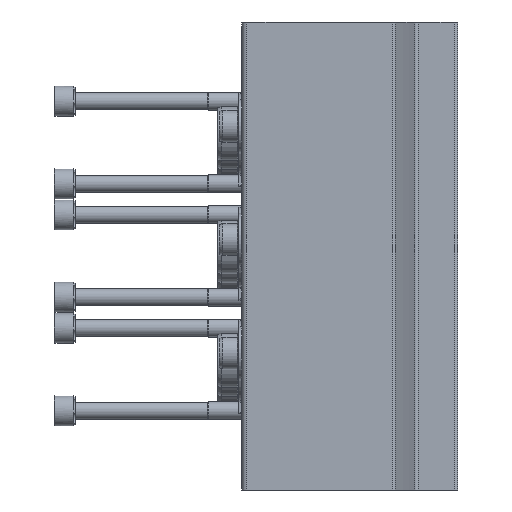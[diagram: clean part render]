
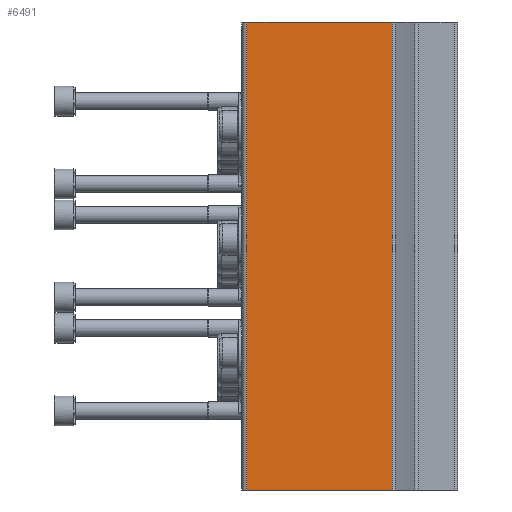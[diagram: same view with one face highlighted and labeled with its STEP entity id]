
A CAD part, left-side view. The second image highlights one B-rep face of the part: STEP entity #6491.
In plain terms, the highlighted planar face has unit normal (-1, 0, 0).
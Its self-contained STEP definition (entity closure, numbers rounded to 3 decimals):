
#209=PLANE('',#6992);
#853=ORIENTED_EDGE('',*,*,#2605,.F.);
#854=ORIENTED_EDGE('',*,*,#2604,.F.);
#855=ORIENTED_EDGE('',*,*,#2606,.T.);
#856=ORIENTED_EDGE('',*,*,#2607,.T.);
#2604=EDGE_CURVE('',#3480,#3478,#4105,.T.);
#2605=EDGE_CURVE('',#3478,#3481,#4106,.T.);
#2606=EDGE_CURVE('',#3480,#3482,#4107,.T.);
#2607=EDGE_CURVE('',#3482,#3481,#4108,.T.);
#3478=VERTEX_POINT('',#10096);
#3480=VERTEX_POINT('',#10100);
#3481=VERTEX_POINT('',#10104);
#3482=VERTEX_POINT('',#10106);
#4105=LINE('',#10101,#4595);
#4106=LINE('',#10103,#4596);
#4107=LINE('',#10105,#4597);
#4108=LINE('',#10107,#4598);
#4595=VECTOR('',#7806,1000.);
#4596=VECTOR('',#7809,1000.);
#4597=VECTOR('',#7810,1000.);
#4598=VECTOR('',#7811,1000.);
#5098=EDGE_LOOP('',(#853,#854,#855,#856));
#5740=FACE_BOUND('',#5098,.T.);
#6491=ADVANCED_FACE('',(#5740),#209,.T.);
#6992=AXIS2_PLACEMENT_3D('',#10102,#7807,#7808);
#7806=DIRECTION('',(0.,0.,1.));
#7807=DIRECTION('',(-1.,0.,0.));
#7808=DIRECTION('',(0.,0.,1.));
#7809=DIRECTION('',(0.,-1.,0.));
#7810=DIRECTION('',(0.,-1.,0.));
#7811=DIRECTION('',(0.,0.,1.));
#10096=CARTESIAN_POINT('',(-72.,59.5,0.));
#10100=CARTESIAN_POINT('',(-72.,59.5,-132.));
#10101=CARTESIAN_POINT('',(-72.,59.5,-132.));
#10102=CARTESIAN_POINT('',(-72.,59.5,-132.));
#10103=CARTESIAN_POINT('',(-72.,59.5,0.));
#10104=CARTESIAN_POINT('',(-72.,18.514,0.));
#10105=CARTESIAN_POINT('',(-72.,59.5,-132.));
#10106=CARTESIAN_POINT('',(-72.,18.514,-132.));
#10107=CARTESIAN_POINT('',(-72.,18.514,-132.));
